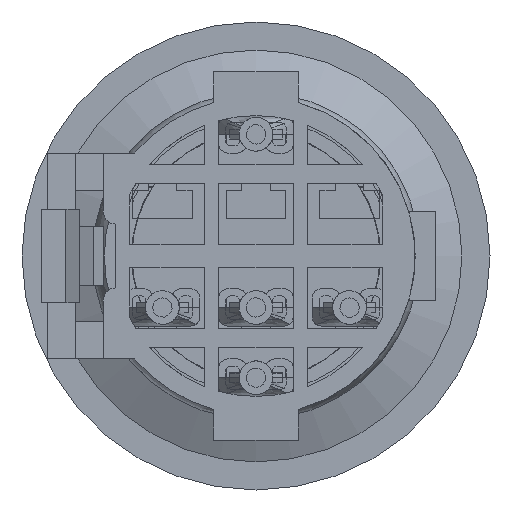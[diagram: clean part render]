
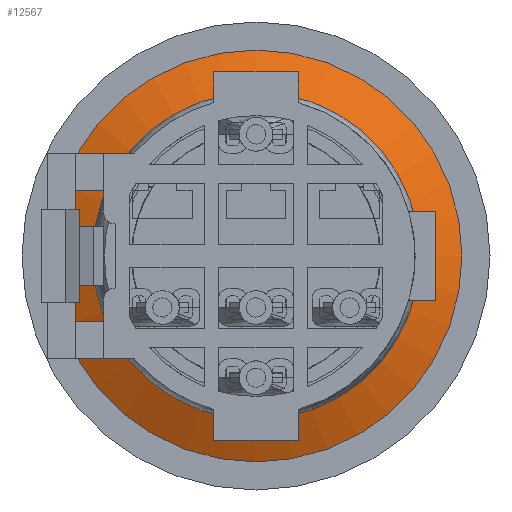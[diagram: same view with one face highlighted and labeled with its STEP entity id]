
A CAD part, front view. The second image highlights one B-rep face of the part: STEP entity #12567.
In plain terms, the highlighted conical face has half-angle 66.038 degrees and reference radius 9.875 mm.
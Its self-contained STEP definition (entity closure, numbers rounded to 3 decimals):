
#129=CONICAL_SURFACE('',#13428,9.875,1.153);
#487=FACE_OUTER_BOUND('',#1159,.T.);
#1159=EDGE_LOOP('',(#9198,#9199,#9200,#9201,#9202,#9203));
#1835=CIRCLE('',#13426,8.75);
#1836=CIRCLE('',#13427,8.75);
#1837=CIRCLE('',#13429,11.);
#1838=CIRCLE('',#13430,11.);
#2608=LINE('',#19120,#4009);
#4009=VECTOR('',#15410,9.875);
#5383=VERTEX_POINT('',#19110);
#5384=VERTEX_POINT('',#19111);
#5385=VERTEX_POINT('',#19116);
#5386=VERTEX_POINT('',#19117);
#6809=EDGE_CURVE('',#5383,#5384,#1835,.T.);
#6810=EDGE_CURVE('',#5384,#5383,#1836,.T.);
#6812=EDGE_CURVE('',#5385,#5386,#1837,.T.);
#6813=EDGE_CURVE('',#5386,#5385,#1838,.T.);
#6814=EDGE_CURVE('',#5386,#5384,#2608,.T.);
#9198=ORIENTED_EDGE('',*,*,#6812,.F.);
#9199=ORIENTED_EDGE('',*,*,#6813,.F.);
#9200=ORIENTED_EDGE('',*,*,#6814,.T.);
#9201=ORIENTED_EDGE('',*,*,#6810,.T.);
#9202=ORIENTED_EDGE('',*,*,#6809,.T.);
#9203=ORIENTED_EDGE('',*,*,#6814,.F.);
#12567=ADVANCED_FACE('',(#487),#129,.T.);
#13426=AXIS2_PLACEMENT_3D('',#19112,#15399,#15400);
#13427=AXIS2_PLACEMENT_3D('',#19113,#15401,#15402);
#13428=AXIS2_PLACEMENT_3D('',#19115,#15404,#15405);
#13429=AXIS2_PLACEMENT_3D('',#19118,#15406,#15407);
#13430=AXIS2_PLACEMENT_3D('',#19119,#15408,#15409);
#15399=DIRECTION('center_axis',(0.,1.,0.));
#15400=DIRECTION('ref_axis',(-1.,0.,0.));
#15401=DIRECTION('center_axis',(0.,1.,0.));
#15402=DIRECTION('ref_axis',(-1.,0.,0.));
#15404=DIRECTION('center_axis',(0.,1.,0.));
#15405=DIRECTION('ref_axis',(-1.,0.,0.));
#15406=DIRECTION('center_axis',(0.,1.,0.));
#15407=DIRECTION('ref_axis',(-1.,0.,0.));
#15408=DIRECTION('center_axis',(0.,1.,0.));
#15409=DIRECTION('ref_axis',(-1.,0.,0.));
#15410=DIRECTION('',(-0.914,-0.406,0.));
#19110=CARTESIAN_POINT('',(-8.75,16.7,0.));
#19111=CARTESIAN_POINT('',(8.75,16.7,0.));
#19112=CARTESIAN_POINT('Origin',(0.,16.7,
0.));
#19113=CARTESIAN_POINT('Origin',(0.,16.7,
0.));
#19115=CARTESIAN_POINT('Origin',(0.,17.2,
0.));
#19116=CARTESIAN_POINT('',(-11.,17.7,0.));
#19117=CARTESIAN_POINT('',(11.,17.7,0.));
#19118=CARTESIAN_POINT('Origin',(0.,17.7,
0.));
#19119=CARTESIAN_POINT('Origin',(0.,17.7,
0.));
#19120=CARTESIAN_POINT('',(9.875,17.2,0.));
